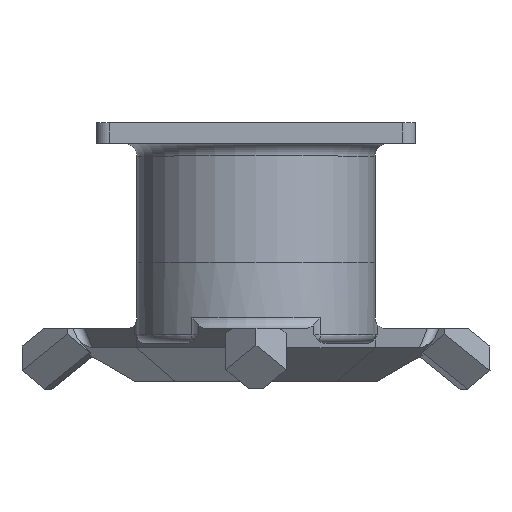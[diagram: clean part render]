
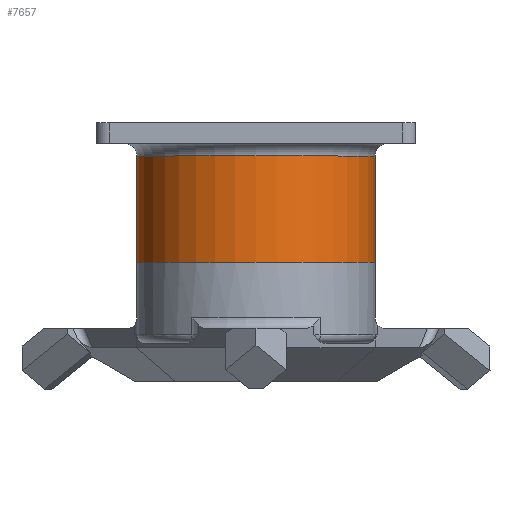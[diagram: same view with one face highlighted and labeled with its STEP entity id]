
A CAD part, top view. The second image highlights one B-rep face of the part: STEP entity #7657.
In plain terms, the highlighted cylindrical face has radius 28 mm (diameter 56 mm), a partial arc.
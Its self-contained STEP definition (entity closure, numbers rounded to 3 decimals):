
#439=FACE_OUTER_BOUND('',#859,.T.);
#859=EDGE_LOOP('',(#5878,#5879,#5880,#5881));
#1159=CIRCLE('',#8076,28.);
#1161=CIRCLE('',#8079,28.);
#1996=LINE('',#15857,#2516);
#1997=LINE('',#15859,#2517);
#2516=VECTOR('',#8919,10.);
#2517=VECTOR('',#8920,10.);
#3180=VERTEX_POINT('',#15838);
#3186=VERTEX_POINT('',#15850);
#3188=VERTEX_POINT('',#15856);
#3189=VERTEX_POINT('',#15858);
#4162=EDGE_CURVE('',#3180,#3186,#1159,.T.);
#4164=EDGE_CURVE('',#3180,#3188,#1996,.T.);
#4165=EDGE_CURVE('',#3189,#3186,#1997,.T.);
#4166=EDGE_CURVE('',#3188,#3189,#1161,.T.);
#5878=ORIENTED_EDGE('',*,*,#4164,.F.);
#5879=ORIENTED_EDGE('',*,*,#4162,.T.);
#5880=ORIENTED_EDGE('',*,*,#4165,.F.);
#5881=ORIENTED_EDGE('',*,*,#4166,.F.);
#7367=CYLINDRICAL_SURFACE('',#8078,28.);
#7657=ADVANCED_FACE('',(#439),#7367,.T.);
#8076=AXIS2_PLACEMENT_3D('',#15852,#8913,#8914);
#8078=AXIS2_PLACEMENT_3D('',#15855,#8917,#8918);
#8079=AXIS2_PLACEMENT_3D('',#15860,#8921,#8922);
#8913=DIRECTION('center_axis',(0.,1.,0.));
#8914=DIRECTION('ref_axis',(-1.,0.,0.));
#8917=DIRECTION('center_axis',(0.,1.,0.));
#8918=DIRECTION('ref_axis',(-1.,0.,0.));
#8919=DIRECTION('',(0.,1.,0.));
#8920=DIRECTION('',(0.,-1.,0.));
#8921=DIRECTION('center_axis',(0.,1.,0.));
#8922=DIRECTION('ref_axis',(-1.,0.,0.));
#15838=CARTESIAN_POINT('',(-28.,28.024,0.));
#15850=CARTESIAN_POINT('',(28.,28.024,0.));
#15852=CARTESIAN_POINT('Origin',(0.,28.024,0.));
#15855=CARTESIAN_POINT('Origin',(0.,10.5,0.));
#15856=CARTESIAN_POINT('',(-28.,53.044,0.));
#15857=CARTESIAN_POINT('',(-28.,10.5,0.));
#15858=CARTESIAN_POINT('',(28.,53.044,0.));
#15859=CARTESIAN_POINT('',(28.,10.5,0.));
#15860=CARTESIAN_POINT('Origin',(0.,53.044,0.));
